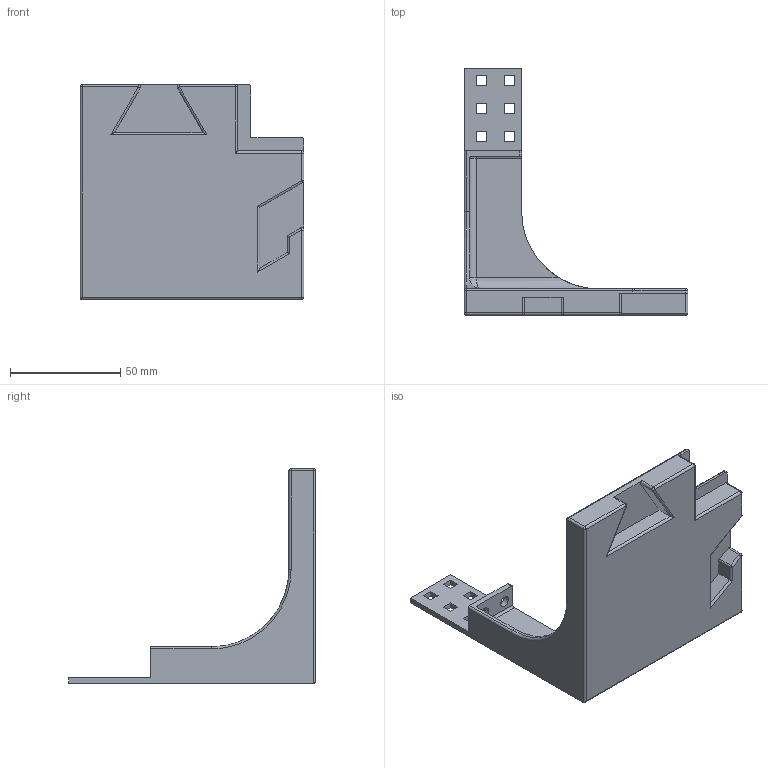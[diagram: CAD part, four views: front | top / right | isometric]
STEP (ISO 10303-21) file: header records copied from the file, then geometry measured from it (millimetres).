
FILE_DESCRIPTION(/* description */ ('STEP AP242','CAx-IF Rec.Pracs.---Representation and Presentation of Product Manufacturing Information (PMI)---4.0---2014-10-13','CAx-IF Rec.Pracs.---3D Tessellated Geometry---0.4---2014-09-14','2;1'),/* implementation_level */ '2;1');
FILE_NAME(/* name */ '6567199b60c3bd2e0716d028',/* time_stamp */ '2023-11-29T10:59:39Z',/* author */ (''),/* organization */ (''),/* preprocessor_version */ 'ST-DEVELOPER v19.4',/* originating_system */ ' ',/* authorisation */ ' ');
FILE_SCHEMA (('AP242_MANAGED_MODEL_BASED_3D_ENGINEERING_MIM_LF { 1 0 10303 442 1 1 4 }'));
Length unit declared in the file: metre
Products named in the file (1): Holder 2
Bounding box: 101.31 x 111.76 x 97.17 mm (x, y, z)
Volume: 113831.6 mm3; surface area: 32613 mm2
Topology: 1 solids, 1 shells, 115 faces, 296 edges, 171 vertices
Faces by surface type: plane 53, cylinder 45, sphere 13, torus 3, bspline 1
Full cylindrical faces by diameter (mm): 5.023 x2
Entity records: 3406 total; most frequent: CARTESIAN_POINT 605, DIRECTION 592, ORIENTED_EDGE 562, EDGE_CURVE 281, AXIS2_PLACEMENT_3D 198, LINE 196, VECTOR 196, VERTEX_POINT 170
